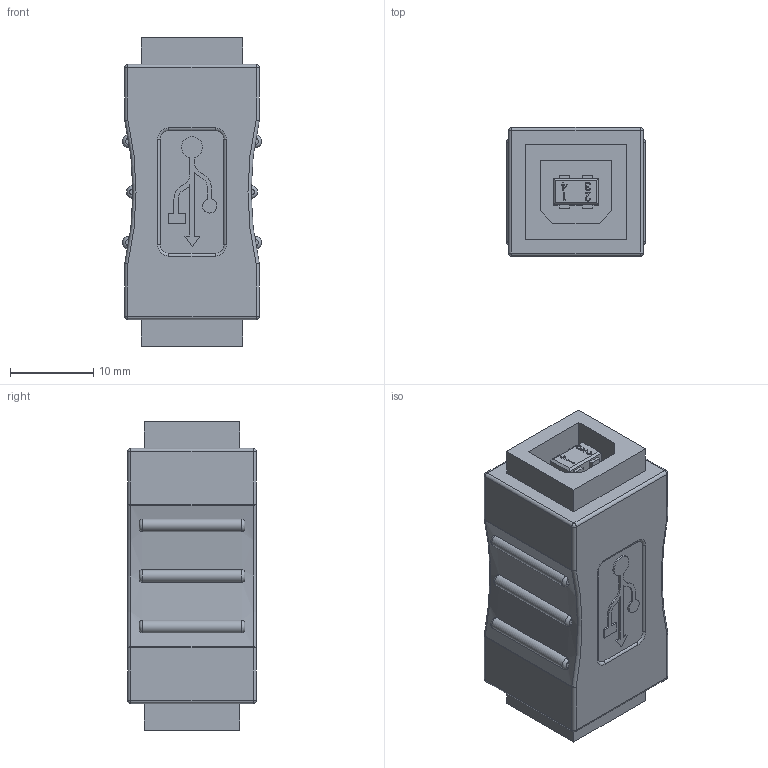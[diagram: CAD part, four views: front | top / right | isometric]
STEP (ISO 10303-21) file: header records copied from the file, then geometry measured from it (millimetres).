
FILE_DESCRIPTION (( 'STEP AP203' ), '1' );
FILE_NAME ('UAD012FF.STEP', '2006-06-30T18:57:32', ( ' ' ), ( ' ' ), 'SwSTEP 2.0', 'SolidWorks 2005354', '' );
FILE_SCHEMA (( 'CONFIG_CONTROL_DESIGN' ));
Length unit declared in the file: inch
Products named in the file (1): UAD012FF
Bounding box: 16.73 x 15.49 x 37.11 mm (x, y, z)
Volume: 7443.3 mm3; surface area: 3634.3 mm2
Topology: 1 solids, 1 shells, 373 faces, 976 edges, 620 vertices
Faces by surface type: plane 209, bspline 67, cylinder 49, torus 32, sphere 16
Entity records: 17103 total; most frequent: CARTESIAN_POINT 8311, ORIENTED_EDGE 1920, DIRECTION 1586, EDGE_CURVE 960, VECTOR 632, LINE 632, VERTEX_POINT 620, AXIS2_PLACEMENT_3D 477
